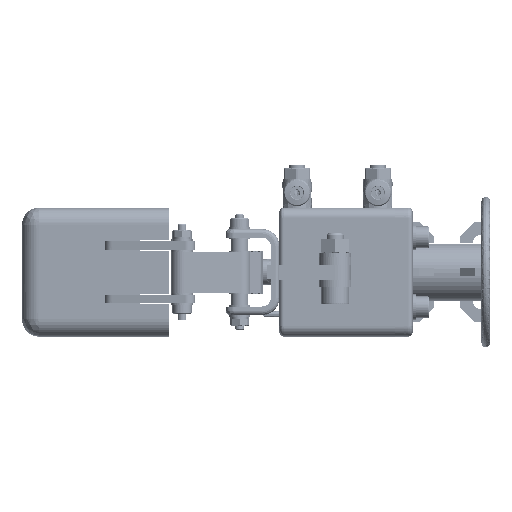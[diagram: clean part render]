
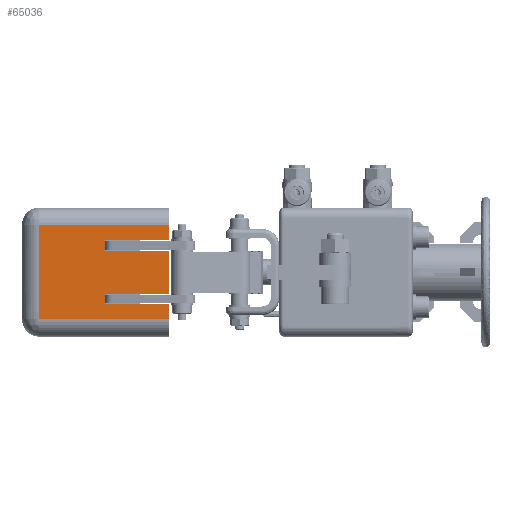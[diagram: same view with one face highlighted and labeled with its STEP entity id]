
A CAD part, front view. The second image highlights one B-rep face of the part: STEP entity #65036.
In plain terms, the highlighted free-form (B-spline) face has degree [1, 1] with [2, 2] control points.
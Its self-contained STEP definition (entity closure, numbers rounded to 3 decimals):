
#64885 = VERTEX_POINT('',#64886);
#64886 = CARTESIAN_POINT('',(-40.066,-84.868,
    12.236));
#64891 = EDGE_CURVE('',#64885,#64892,#64894,.T.);
#64892 = VERTEX_POINT('',#64893);
#64893 = CARTESIAN_POINT('',(-40.066,-84.868,
    -12.236));
#64894 = B_SPLINE_CURVE_WITH_KNOTS('',1,(#64895,#64896),.UNSPECIFIED.,
  .F.,.F.,(2,2),(20.,40.),.PIECEWISE_BEZIER_KNOTS.);
#64895 = CARTESIAN_POINT('',(-40.066,-84.868,
    12.236));
#64896 = CARTESIAN_POINT('',(-40.066,-84.868,
    -12.236));
#64911 = EDGE_CURVE('',#64912,#64914,#64916,.T.);
#64912 = VERTEX_POINT('',#64913);
#64913 = CARTESIAN_POINT('',(-40.066,-84.868,
    -18.354));
#64914 = VERTEX_POINT('',#64915);
#64915 = CARTESIAN_POINT('',(-40.066,-84.868,
    -26.919));
#64916 = B_SPLINE_CURVE_WITH_KNOTS('',1,(#64917,#64918),.UNSPECIFIED.,
  .F.,.F.,(2,2),(45.,52.),.PIECEWISE_BEZIER_KNOTS.);
#64917 = CARTESIAN_POINT('',(-40.066,-84.868,
    -18.354));
#64918 = CARTESIAN_POINT('',(-40.066,-84.868,
    -26.919));
#65036 = ADVANCED_FACE('',(#65037),#65107,.F.);
#65037 = FACE_BOUND('',#65038,.T.);
#65038 = EDGE_LOOP('',(#65039,#65048,#65055,#65062,#65067,#65068,#65075,
    #65082,#65087,#65088,#65095,#65102));
#65039 = ORIENTED_EDGE('',*,*,#65040,.F.);
#65040 = EDGE_CURVE('',#65041,#65043,#65045,.T.);
#65041 = VERTEX_POINT('',#65042);
#65042 = CARTESIAN_POINT('',(-40.066,-84.868,
    26.919));
#65043 = VERTEX_POINT('',#65044);
#65044 = CARTESIAN_POINT('',(-40.066,-84.868,
    18.354));
#65045 = B_SPLINE_CURVE_WITH_KNOTS('',1,(#65046,#65047),.UNSPECIFIED.,
  .F.,.F.,(2,2),(8.,15.),.PIECEWISE_BEZIER_KNOTS.);
#65046 = CARTESIAN_POINT('',(-40.066,-84.868,
    26.919));
#65047 = CARTESIAN_POINT('',(-40.066,-84.868,
    18.354));
#65048 = ORIENTED_EDGE('',*,*,#65049,.T.);
#65049 = EDGE_CURVE('',#65041,#65050,#65052,.T.);
#65050 = VERTEX_POINT('',#65051);
#65051 = CARTESIAN_POINT('',(-114.094,-84.868,
    26.919));
#65052 = B_SPLINE_CURVE_WITH_KNOTS('',1,(#65053,#65054),.UNSPECIFIED.,
  .F.,.F.,(2,2),(0.,60.5),.PIECEWISE_BEZIER_KNOTS.);
#65053 = CARTESIAN_POINT('',(-40.066,-84.868,
    26.919));
#65054 = CARTESIAN_POINT('',(-114.094,-84.868,
    26.919));
#65055 = ORIENTED_EDGE('',*,*,#65056,.T.);
#65056 = EDGE_CURVE('',#65050,#65057,#65059,.T.);
#65057 = VERTEX_POINT('',#65058);
#65058 = CARTESIAN_POINT('',(-114.094,-84.868,
    -26.919));
#65059 = B_SPLINE_CURVE_WITH_KNOTS('',1,(#65060,#65061),.UNSPECIFIED.,
  .F.,.F.,(2,2),(8.,52.),.PIECEWISE_BEZIER_KNOTS.);
#65060 = CARTESIAN_POINT('',(-114.094,-84.868,
    26.919));
#65061 = CARTESIAN_POINT('',(-114.094,-84.868,
    -26.919));
#65062 = ORIENTED_EDGE('',*,*,#65063,.T.);
#65063 = EDGE_CURVE('',#65057,#64914,#65064,.T.);
#65064 = B_SPLINE_CURVE_WITH_KNOTS('',1,(#65065,#65066),.UNSPECIFIED.,
  .F.,.F.,(2,2),(-60.5,0.),.PIECEWISE_BEZIER_KNOTS.);
#65065 = CARTESIAN_POINT('',(-114.094,-84.868,
    -26.919));
#65066 = CARTESIAN_POINT('',(-40.066,-84.868,
    -26.919));
#65067 = ORIENTED_EDGE('',*,*,#64911,.F.);
#65068 = ORIENTED_EDGE('',*,*,#65069,.F.);
#65069 = EDGE_CURVE('',#65070,#64912,#65072,.T.);
#65070 = VERTEX_POINT('',#65071);
#65071 = CARTESIAN_POINT('',(-76.774,-84.868,
    -18.354));
#65072 = B_SPLINE_CURVE_WITH_KNOTS('',1,(#65073,#65074),.UNSPECIFIED.,
  .F.,.F.,(2,2),(-30.,0.),.PIECEWISE_BEZIER_KNOTS.);
#65073 = CARTESIAN_POINT('',(-76.774,-84.868,
    -18.354));
#65074 = CARTESIAN_POINT('',(-40.066,-84.868,
    -18.354));
#65075 = ORIENTED_EDGE('',*,*,#65076,.F.);
#65076 = EDGE_CURVE('',#65077,#65070,#65079,.T.);
#65077 = VERTEX_POINT('',#65078);
#65078 = CARTESIAN_POINT('',(-76.774,-84.868,
    -12.236));
#65079 = B_SPLINE_CURVE_WITH_KNOTS('',1,(#65080,#65081),.UNSPECIFIED.,
  .F.,.F.,(2,2),(40.,45.),.PIECEWISE_BEZIER_KNOTS.);
#65080 = CARTESIAN_POINT('',(-76.774,-84.868,
    -12.236));
#65081 = CARTESIAN_POINT('',(-76.774,-84.868,
    -18.354));
#65082 = ORIENTED_EDGE('',*,*,#65083,.F.);
#65083 = EDGE_CURVE('',#64892,#65077,#65084,.T.);
#65084 = B_SPLINE_CURVE_WITH_KNOTS('',1,(#65085,#65086),.UNSPECIFIED.,
  .F.,.F.,(2,2),(0.,30.),.PIECEWISE_BEZIER_KNOTS.);
#65085 = CARTESIAN_POINT('',(-40.066,-84.868,
    -12.236));
#65086 = CARTESIAN_POINT('',(-76.774,-84.868,
    -12.236));
#65087 = ORIENTED_EDGE('',*,*,#64891,.F.);
#65088 = ORIENTED_EDGE('',*,*,#65089,.F.);
#65089 = EDGE_CURVE('',#65090,#64885,#65092,.T.);
#65090 = VERTEX_POINT('',#65091);
#65091 = CARTESIAN_POINT('',(-76.774,-84.868,
    12.236));
#65092 = B_SPLINE_CURVE_WITH_KNOTS('',1,(#65093,#65094),.UNSPECIFIED.,
  .F.,.F.,(2,2),(-30.,0.),.PIECEWISE_BEZIER_KNOTS.);
#65093 = CARTESIAN_POINT('',(-76.774,-84.868,
    12.236));
#65094 = CARTESIAN_POINT('',(-40.066,-84.868,
    12.236));
#65095 = ORIENTED_EDGE('',*,*,#65096,.F.);
#65096 = EDGE_CURVE('',#65097,#65090,#65099,.T.);
#65097 = VERTEX_POINT('',#65098);
#65098 = CARTESIAN_POINT('',(-76.774,-84.868,
    18.354));
#65099 = B_SPLINE_CURVE_WITH_KNOTS('',1,(#65100,#65101),.UNSPECIFIED.,
  .F.,.F.,(2,2),(15.,20.),.PIECEWISE_BEZIER_KNOTS.);
#65100 = CARTESIAN_POINT('',(-76.774,-84.868,
    18.354));
#65101 = CARTESIAN_POINT('',(-76.774,-84.868,
    12.236));
#65102 = ORIENTED_EDGE('',*,*,#65103,.F.);
#65103 = EDGE_CURVE('',#65043,#65097,#65104,.T.);
#65104 = B_SPLINE_CURVE_WITH_KNOTS('',1,(#65105,#65106),.UNSPECIFIED.,
  .F.,.F.,(2,2),(0.,30.),.PIECEWISE_BEZIER_KNOTS.);
#65105 = CARTESIAN_POINT('',(-40.066,-84.868,
    18.354));
#65106 = CARTESIAN_POINT('',(-76.774,-84.868,
    18.354));
#65107 = B_SPLINE_SURFACE_WITH_KNOTS('',1,1,(
    (#65108,#65109)
    ,(#65110,#65111
    )),.UNSPECIFIED.,.F.,.F.,.F.,(2,2),(2,2),(0.,60.5),(-52.,-8.),
  .PIECEWISE_BEZIER_KNOTS.);
#65108 = CARTESIAN_POINT('',(-40.066,-84.868,
    -26.919));
#65109 = CARTESIAN_POINT('',(-40.066,-84.868,
    26.919));
#65110 = CARTESIAN_POINT('',(-114.094,-84.868,
    -26.919));
#65111 = CARTESIAN_POINT('',(-114.094,-84.868,
    26.919));
